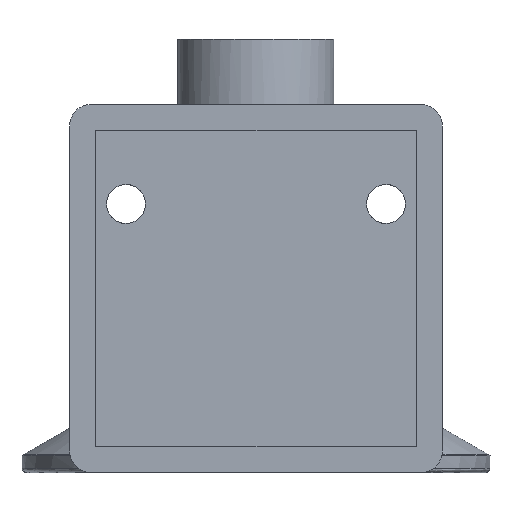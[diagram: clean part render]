
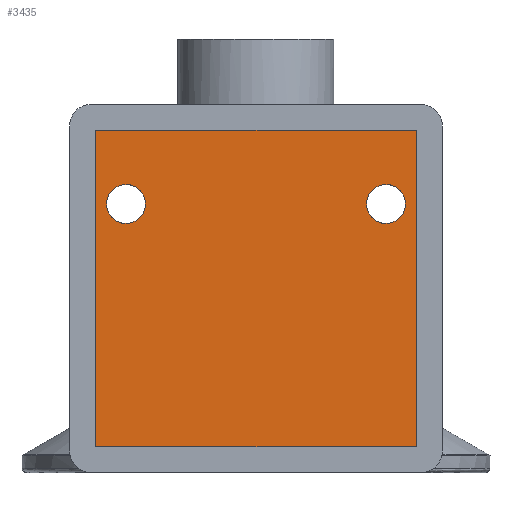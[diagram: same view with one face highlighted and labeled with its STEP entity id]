
A CAD part, front view. The second image highlights one B-rep face of the part: STEP entity #3435.
In plain terms, the highlighted free-form (B-spline) face has degree [1, 1] with [2, 2] control points.
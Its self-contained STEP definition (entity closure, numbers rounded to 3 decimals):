
#1154 = VERTEX_POINT('',#1155);
#1155 = CARTESIAN_POINT('',(34.891,-56.407,
    -38.962));
#1173 = VERTEX_POINT('',#1174);
#1174 = CARTESIAN_POINT('',(34.891,-56.407,
    -49.429));
#1179 = EDGE_CURVE('',#1154,#1173,#1180,.T.);
#1180 = ( BOUNDED_CURVE() B_SPLINE_CURVE(2,(#1181,#1182,#1183,#1184,
#1185),.UNSPECIFIED.,.F.,.F.) B_SPLINE_CURVE_WITH_KNOTS((3,2,3),(
    3.142,4.712,6.283),
.PIECEWISE_BEZIER_KNOTS.) CURVE() GEOMETRIC_REPRESENTATION_ITEM() 
RATIONAL_B_SPLINE_CURVE((1.,0.707,1.,0.707,1.)) 
REPRESENTATION_ITEM('') );
#1181 = CARTESIAN_POINT('',(34.891,-56.407,
    -38.962));
#1182 = CARTESIAN_POINT('',(29.657,-56.407,
    -38.962));
#1183 = CARTESIAN_POINT('',(29.657,-56.407,
    -44.195));
#1184 = CARTESIAN_POINT('',(29.657,-56.407,
    -49.429));
#1185 = CARTESIAN_POINT('',(34.891,-56.407,
    -49.429));
#1202 = VERTEX_POINT('',#1203);
#1203 = CARTESIAN_POINT('',(-34.891,-56.407,
    -38.962));
#1221 = VERTEX_POINT('',#1222);
#1222 = CARTESIAN_POINT('',(-34.891,-56.407,
    -49.429));
#1227 = EDGE_CURVE('',#1202,#1221,#1228,.T.);
#1228 = ( BOUNDED_CURVE() B_SPLINE_CURVE(2,(#1229,#1230,#1231,#1232,
#1233),.UNSPECIFIED.,.F.,.F.) B_SPLINE_CURVE_WITH_KNOTS((3,2,3),(
    3.142,4.712,6.283),
.PIECEWISE_BEZIER_KNOTS.) CURVE() GEOMETRIC_REPRESENTATION_ITEM() 
RATIONAL_B_SPLINE_CURVE((1.,0.707,1.,0.707,1.)) 
REPRESENTATION_ITEM('') );
#1229 = CARTESIAN_POINT('',(-34.891,-56.407,
    -38.962));
#1230 = CARTESIAN_POINT('',(-40.125,-56.407,
    -38.962));
#1231 = CARTESIAN_POINT('',(-40.125,-56.407,
    -44.195));
#1232 = CARTESIAN_POINT('',(-40.125,-56.407,
    -49.429));
#1233 = CARTESIAN_POINT('',(-34.891,-56.407,
    -49.429));
#3353 = VERTEX_POINT('',#3354);
#3354 = CARTESIAN_POINT('',(-43.032,-56.407,
    -24.424));
#3359 = EDGE_CURVE('',#3360,#3353,#3362,.T.);
#3360 = VERTEX_POINT('',#3361);
#3361 = CARTESIAN_POINT('',(43.032,-56.407,
    -24.424));
#3362 = B_SPLINE_CURVE_WITH_KNOTS('',1,(#3363,#3364),.UNSPECIFIED.,.F.,
  .F.,(2,2),(0.,74.),.PIECEWISE_BEZIER_KNOTS.);
#3363 = CARTESIAN_POINT('',(43.032,-56.407,
    -24.424));
#3364 = CARTESIAN_POINT('',(-43.032,-56.407,
    -24.424));
#3381 = EDGE_CURVE('',#3382,#3360,#3384,.T.);
#3382 = VERTEX_POINT('',#3383);
#3383 = CARTESIAN_POINT('',(43.032,-56.407,
    -109.326));
#3384 = B_SPLINE_CURVE_WITH_KNOTS('',1,(#3385,#3386),.UNSPECIFIED.,.F.,
  .F.,(2,2),(0.,73.),.PIECEWISE_BEZIER_KNOTS.);
#3385 = CARTESIAN_POINT('',(43.032,-56.407,
    -109.326));
#3386 = CARTESIAN_POINT('',(43.032,-56.407,
    -24.424));
#3403 = EDGE_CURVE('',#3404,#3382,#3406,.T.);
#3404 = VERTEX_POINT('',#3405);
#3405 = CARTESIAN_POINT('',(-43.032,-56.407,
    -109.326));
#3406 = B_SPLINE_CURVE_WITH_KNOTS('',1,(#3407,#3408),.UNSPECIFIED.,.F.,
  .F.,(2,2),(0.,74.),.PIECEWISE_BEZIER_KNOTS.);
#3407 = CARTESIAN_POINT('',(-43.032,-56.407,
    -109.326));
#3408 = CARTESIAN_POINT('',(43.032,-56.407,
    -109.326));
#3425 = EDGE_CURVE('',#3353,#3404,#3426,.T.);
#3426 = B_SPLINE_CURVE_WITH_KNOTS('',1,(#3427,#3428),.UNSPECIFIED.,.F.,
  .F.,(2,2),(0.,73.),.PIECEWISE_BEZIER_KNOTS.);
#3427 = CARTESIAN_POINT('',(-43.032,-56.407,
    -24.424));
#3428 = CARTESIAN_POINT('',(-43.032,-56.407,
    -109.326));
#3435 = ADVANCED_FACE('',(#3436,#3447,#3458),#3464,.T.);
#3436 = FACE_BOUND('',#3437,.T.);
#3437 = EDGE_LOOP('',(#3438,#3439));
#3438 = ORIENTED_EDGE('',*,*,#1179,.F.);
#3439 = ORIENTED_EDGE('',*,*,#3440,.F.);
#3440 = EDGE_CURVE('',#1173,#1154,#3441,.T.);
#3441 = ( BOUNDED_CURVE() B_SPLINE_CURVE(2,(#3442,#3443,#3444,#3445,
#3446),.UNSPECIFIED.,.F.,.F.) B_SPLINE_CURVE_WITH_KNOTS((3,2,3),(0.,
1.571,3.142),.PIECEWISE_BEZIER_KNOTS.) CURVE() 
GEOMETRIC_REPRESENTATION_ITEM() RATIONAL_B_SPLINE_CURVE((1.,
0.707,1.,0.707,1.)) REPRESENTATION_ITEM('') );
#3442 = CARTESIAN_POINT('',(34.891,-56.407,
    -49.429));
#3443 = CARTESIAN_POINT('',(40.125,-56.407,
    -49.429));
#3444 = CARTESIAN_POINT('',(40.125,-56.407,
    -44.195));
#3445 = CARTESIAN_POINT('',(40.125,-56.407,
    -38.962));
#3446 = CARTESIAN_POINT('',(34.891,-56.407,
    -38.962));
#3447 = FACE_BOUND('',#3448,.T.);
#3448 = EDGE_LOOP('',(#3449,#3450));
#3449 = ORIENTED_EDGE('',*,*,#1227,.F.);
#3450 = ORIENTED_EDGE('',*,*,#3451,.F.);
#3451 = EDGE_CURVE('',#1221,#1202,#3452,.T.);
#3452 = ( BOUNDED_CURVE() B_SPLINE_CURVE(2,(#3453,#3454,#3455,#3456,
#3457),.UNSPECIFIED.,.F.,.F.) B_SPLINE_CURVE_WITH_KNOTS((3,2,3),(0.,
1.571,3.142),.PIECEWISE_BEZIER_KNOTS.) CURVE() 
GEOMETRIC_REPRESENTATION_ITEM() RATIONAL_B_SPLINE_CURVE((1.,
0.707,1.,0.707,1.)) REPRESENTATION_ITEM('') );
#3453 = CARTESIAN_POINT('',(-34.891,-56.407,
    -49.429));
#3454 = CARTESIAN_POINT('',(-29.657,-56.407,
    -49.429));
#3455 = CARTESIAN_POINT('',(-29.657,-56.407,
    -44.195));
#3456 = CARTESIAN_POINT('',(-29.657,-56.407,
    -38.962));
#3457 = CARTESIAN_POINT('',(-34.891,-56.407,
    -38.962));
#3458 = FACE_BOUND('',#3459,.T.);
#3459 = EDGE_LOOP('',(#3460,#3461,#3462,#3463));
#3460 = ORIENTED_EDGE('',*,*,#3359,.T.);
#3461 = ORIENTED_EDGE('',*,*,#3425,.T.);
#3462 = ORIENTED_EDGE('',*,*,#3403,.T.);
#3463 = ORIENTED_EDGE('',*,*,#3381,.T.);
#3464 = B_SPLINE_SURFACE_WITH_KNOTS('',1,1,(
    (#3465,#3466)
    ,(#3467,#3468
    )),.UNSPECIFIED.,.F.,.F.,.F.,(2,2),(2,2),(21.,94.),(-37.,37.),
  .PIECEWISE_BEZIER_KNOTS.);
#3465 = CARTESIAN_POINT('',(-43.032,-56.407,
    -24.424));
#3466 = CARTESIAN_POINT('',(43.032,-56.407,
    -24.424));
#3467 = CARTESIAN_POINT('',(-43.032,-56.407,
    -109.326));
#3468 = CARTESIAN_POINT('',(43.032,-56.407,
    -109.326));
